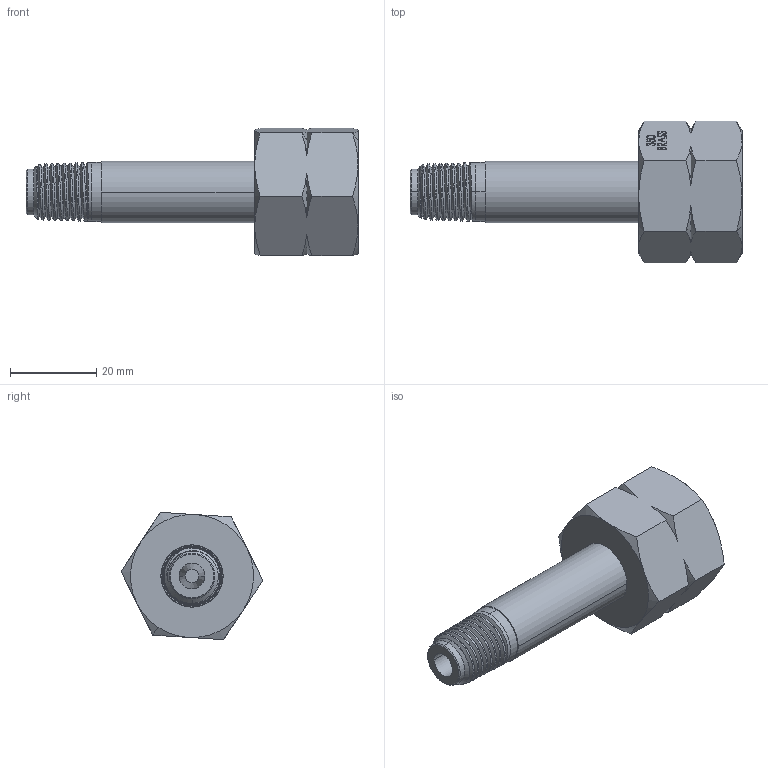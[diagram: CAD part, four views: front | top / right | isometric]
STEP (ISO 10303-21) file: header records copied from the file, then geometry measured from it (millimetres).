
FILE_DESCRIPTION (( 'STEP AP203' ), '1' );
FILE_NAME ('INL-350CH-4M-48R.STEP', '2024-11-15T14:39:51', ( '' ), ( '' ), 'SwSTEP 2.0', 'SolidWorks 2018', '' );
FILE_SCHEMA (( 'CONFIG_CONTROL_DESIGN' ));
Length unit declared in the file: inch
Products named in the file (4): INL-350CH-4M-48R; PRT-000977; PRT-001208; PRT-001546
Assembly tree (3 placements, depth 2):
  INL-350CH-4M-48R
    PRT-001546
    PRT-000977
    PRT-001208
Bounding box: 77.1 x 32.93 x 29.56 mm (x, y, z)
Volume: 19667.9 mm3; surface area: 11217.1 mm2
Topology: 3 solids, 3 shells, 292 faces, 951 edges, 683 vertices
Faces by surface type: bspline 82, plane 81, cone 79, cylinder 40, torus 6, sphere 4
Entity records: 23021 total; most frequent: CARTESIAN_POINT 15246, ORIENTED_EDGE 1894, DIRECTION 1010, EDGE_CURVE 947, VERTEX_POINT 681, B_SPLINE_CURVE_WITH_KNOTS 497, AXIS2_PLACEMENT_3D 344, VECTOR 322
